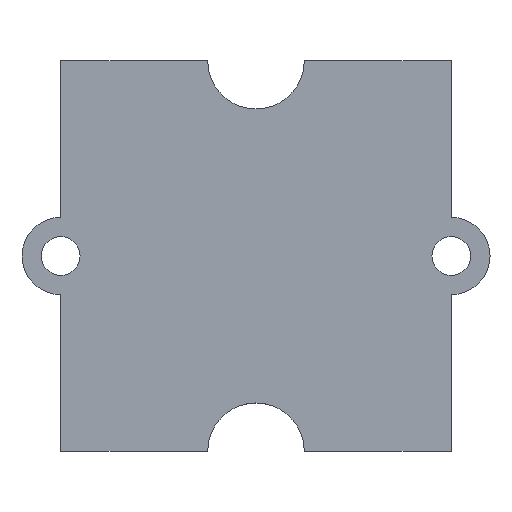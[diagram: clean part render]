
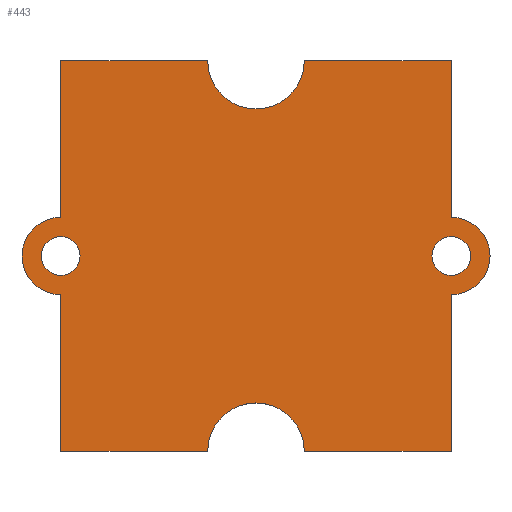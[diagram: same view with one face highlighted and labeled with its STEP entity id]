
A CAD part, top view. The second image highlights one B-rep face of the part: STEP entity #443.
In plain terms, the highlighted planar face has unit normal (0, 0, 1).
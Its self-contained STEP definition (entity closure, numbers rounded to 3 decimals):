
#6 = AXIS2_PLACEMENT_3D ( 'NONE', #433, #613, #401 ) ;
#10 = DIRECTION ( 'NONE',  ( 0., 0., 1. ) ) ;
#14 = DIRECTION ( 'NONE',  ( 0., 1., 0. ) ) ;
#17 = CIRCLE ( 'NONE', #394, 1. ) ;
#19 = CARTESIAN_POINT ( 'NONE',  ( -10.1, 0., 1.7 ) ) ;
#20 = DIRECTION ( 'NONE',  ( 1., 0., 0. ) ) ;
#24 = EDGE_CURVE ( 'NONE', #484, #503, #632, .T. ) ;
#29 = VERTEX_POINT ( 'NONE', #553 ) ;
#33 = VECTOR ( 'NONE', #14, 1000. ) ;
#39 = ORIENTED_EDGE ( 'NONE', *, *, #585, .F. ) ;
#41 = CARTESIAN_POINT ( 'NONE',  ( 10.1, 0., 1.7 ) ) ;
#46 = ORIENTED_EDGE ( 'NONE', *, *, #24, .F. ) ;
#47 = CARTESIAN_POINT ( 'NONE',  ( 10.1, 0., 1.7 ) ) ;
#53 = DIRECTION ( 'NONE',  ( 0., -1., 0. ) ) ;
#59 = CARTESIAN_POINT ( 'NONE',  ( 2.5, 10.1, 1.7 ) ) ;
#68 = CARTESIAN_POINT ( 'NONE',  ( 10.1, -10.1, 1.7 ) ) ;
#69 = CARTESIAN_POINT ( 'NONE',  ( 0., 10.1, 1.7 ) ) ;
#74 = EDGE_LOOP ( 'NONE', ( #144, #46 ) ) ;
#76 = CARTESIAN_POINT ( 'NONE',  ( 10.1, 10.1, 1.7 ) ) ;
#88 = EDGE_CURVE ( 'NONE', #503, #484, #17, .T. ) ;
#96 = EDGE_CURVE ( 'NONE', #259, #142, #100, .T. ) ;
#97 = LINE ( 'NONE', #206, #560 ) ;
#98 = DIRECTION ( 'NONE',  ( 0., 0., 1. ) ) ;
#100 = CIRCLE ( 'NONE', #477, 2. ) ;
#101 = CIRCLE ( 'NONE', #480, 2.5 ) ;
#105 = FACE_OUTER_BOUND ( 'NONE', #629, .T. ) ;
#113 = CARTESIAN_POINT ( 'NONE',  ( 2.5, -10.1, 1.7 ) ) ;
#115 = VECTOR ( 'NONE', #167, 1000. ) ;
#117 = DIRECTION ( 'NONE',  ( 1., 0., 0. ) ) ;
#119 = FACE_BOUND ( 'NONE', #123, .T. ) ;
#123 = EDGE_LOOP ( 'NONE', ( #518, #39 ) ) ;
#124 = CARTESIAN_POINT ( 'NONE',  ( -2.5, 10.1, 1.7 ) ) ;
#125 = VECTOR ( 'NONE', #170, 1000. ) ;
#130 = VERTEX_POINT ( 'NONE', #514 ) ;
#136 = VERTEX_POINT ( 'NONE', #615 ) ;
#139 = ORIENTED_EDGE ( 'NONE', *, *, #182, .T. ) ;
#142 = VERTEX_POINT ( 'NONE', #420 ) ;
#143 = CARTESIAN_POINT ( 'NONE',  ( -10.1, -10.1, 1.7 ) ) ;
#144 = ORIENTED_EDGE ( 'NONE', *, *, #88, .F. ) ;
#145 = EDGE_CURVE ( 'NONE', #290, #259, #154, .T. ) ;
#152 = LINE ( 'NONE', #362, #251 ) ;
#154 = LINE ( 'NONE', #523, #33 ) ;
#165 = VECTOR ( 'NONE', #292, 1000. ) ;
#167 = DIRECTION ( 'NONE',  ( 1., 0., 0. ) ) ;
#170 = DIRECTION ( 'NONE',  ( -1., 0., 0. ) ) ;
#181 = VERTEX_POINT ( 'NONE', #369 ) ;
#182 = EDGE_CURVE ( 'NONE', #623, #290, #561, .T. ) ;
#184 = VERTEX_POINT ( 'NONE', #517 ) ;
#187 = ORIENTED_EDGE ( 'NONE', *, *, #248, .T. ) ;
#194 = ORIENTED_EDGE ( 'NONE', *, *, #96, .T. ) ;
#198 = EDGE_CURVE ( 'NONE', #535, #184, #260, .T. ) ;
#199 = DIRECTION ( 'NONE',  ( 1., 0., 0. ) ) ;
#206 = CARTESIAN_POINT ( 'NONE',  ( -2.5, -10.1, 1.7 ) ) ;
#208 = LINE ( 'NONE', #284, #125 ) ;
#214 = VECTOR ( 'NONE', #425, 1000. ) ;
#217 = DIRECTION ( 'NONE',  ( 1., 0., 0. ) ) ;
#220 = LINE ( 'NONE', #233, #214 ) ;
#222 = DIRECTION ( 'NONE',  ( 1., 0., 0. ) ) ;
#226 = DIRECTION ( 'NONE',  ( -1., 0., 0. ) ) ;
#228 = CIRCLE ( 'NONE', #409, 2.5 ) ;
#233 = CARTESIAN_POINT ( 'NONE',  ( 10.1, 2., 1.7 ) ) ;
#238 = CARTESIAN_POINT ( 'NONE',  ( 10.1, -2., 1.7 ) ) ;
#239 = ORIENTED_EDGE ( 'NONE', *, *, #340, .T. ) ;
#241 = AXIS2_PLACEMENT_3D ( 'NONE', #19, #406, #564 ) ;
#243 = AXIS2_PLACEMENT_3D ( 'NONE', #556, #98, #117 ) ;
#244 = VERTEX_POINT ( 'NONE', #76 ) ;
#248 = EDGE_CURVE ( 'NONE', #244, #316, #208, .T. ) ;
#251 = VECTOR ( 'NONE', #226, 1000. ) ;
#252 = DIRECTION ( 'NONE',  ( 1., 0., 0. ) ) ;
#254 = ORIENTED_EDGE ( 'NONE', *, *, #404, .T. ) ;
#255 = VERTEX_POINT ( 'NONE', #440 ) ;
#256 = DIRECTION ( 'NONE',  ( 0., 0., 1. ) ) ;
#259 = VERTEX_POINT ( 'NONE', #238 ) ;
#260 = CIRCLE ( 'NONE', #241, 1. ) ;
#280 = CIRCLE ( 'NONE', #332, 2. ) ;
#284 = CARTESIAN_POINT ( 'NONE',  ( 10.1, 10.1, 1.7 ) ) ;
#290 = VERTEX_POINT ( 'NONE', #492 ) ;
#292 = DIRECTION ( 'NONE',  ( 0., -1., 0. ) ) ;
#306 = LINE ( 'NONE', #509, #622 ) ;
#310 = EDGE_CURVE ( 'NONE', #130, #255, #341, .T. ) ;
#316 = VERTEX_POINT ( 'NONE', #59 ) ;
#326 = PLANE ( 'NONE',  #642 ) ;
#332 = AXIS2_PLACEMENT_3D ( 'NONE', #411, #575, #415 ) ;
#340 = EDGE_CURVE ( 'NONE', #136, #181, #395, .T. ) ;
#341 = LINE ( 'NONE', #143, #165 ) ;
#345 = CIRCLE ( 'NONE', #243, 1. ) ;
#354 = ORIENTED_EDGE ( 'NONE', *, *, #416, .T. ) ;
#358 = ORIENTED_EDGE ( 'NONE', *, *, #145, .T. ) ;
#362 = CARTESIAN_POINT ( 'NONE',  ( -2.5, 10.1, 1.7 ) ) ;
#363 = CARTESIAN_POINT ( 'NONE',  ( -10.1, 10.1, 1.7 ) ) ;
#369 = CARTESIAN_POINT ( 'NONE',  ( -12.1, 0., 1.7 ) ) ;
#381 = CARTESIAN_POINT ( 'NONE',  ( -11.1, 0., 1.7 ) ) ;
#384 = EDGE_CURVE ( 'NONE', #316, #633, #228, .T. ) ;
#389 = ORIENTED_EDGE ( 'NONE', *, *, #609, .T. ) ;
#393 = ORIENTED_EDGE ( 'NONE', *, *, #310, .T. ) ;
#394 = AXIS2_PLACEMENT_3D ( 'NONE', #47, #457, #397 ) ;
#395 = CIRCLE ( 'NONE', #6, 2. ) ;
#397 = DIRECTION ( 'NONE',  ( 1., 0., 0. ) ) ;
#401 = DIRECTION ( 'NONE',  ( 1., 0., 0. ) ) ;
#404 = EDGE_CURVE ( 'NONE', #29, #623, #101, .T. ) ;
#406 = DIRECTION ( 'NONE',  ( 0., 0., 1. ) ) ;
#409 = AXIS2_PLACEMENT_3D ( 'NONE', #513, #460, #222 ) ;
#411 = CARTESIAN_POINT ( 'NONE',  ( -10.1, 0., 1.7 ) ) ;
#415 = DIRECTION ( 'NONE',  ( 1., 0., 0. ) ) ;
#416 = EDGE_CURVE ( 'NONE', #255, #29, #97, .T. ) ;
#420 = CARTESIAN_POINT ( 'NONE',  ( 10.1, 2., 1.7 ) ) ;
#425 = DIRECTION ( 'NONE',  ( 0., 1., 0. ) ) ;
#426 = EDGE_CURVE ( 'NONE', #633, #590, #152, .T. ) ;
#433 = CARTESIAN_POINT ( 'NONE',  ( -10.1, 0., 1.7 ) ) ;
#435 = EDGE_CURVE ( 'NONE', #181, #130, #280, .T. ) ;
#440 = CARTESIAN_POINT ( 'NONE',  ( -10.1, -10.1, 1.7 ) ) ;
#443 = ADVANCED_FACE ( 'NONE', ( #119, #105, #612 ), #326, .T. ) ;
#450 = EDGE_CURVE ( 'NONE', #142, #244, #220, .T. ) ;
#457 = DIRECTION ( 'NONE',  ( 0., 0., 1. ) ) ;
#460 = DIRECTION ( 'NONE',  ( 0., 0., -1. ) ) ;
#477 = AXIS2_PLACEMENT_3D ( 'NONE', #41, #256, #252 ) ;
#479 = CARTESIAN_POINT ( 'NONE',  ( 9.1, 0., 1.7 ) ) ;
#480 = AXIS2_PLACEMENT_3D ( 'NONE', #653, #508, #217 ) ;
#484 = VERTEX_POINT ( 'NONE', #654 ) ;
#492 = CARTESIAN_POINT ( 'NONE',  ( 10.1, -10.1, 1.7 ) ) ;
#499 = ORIENTED_EDGE ( 'NONE', *, *, #435, .T. ) ;
#500 = CARTESIAN_POINT ( 'NONE',  ( 10.1, 0., 1.7 ) ) ;
#501 = ORIENTED_EDGE ( 'NONE', *, *, #384, .T. ) ;
#503 = VERTEX_POINT ( 'NONE', #479 ) ;
#508 = DIRECTION ( 'NONE',  ( 0., 0., -1. ) ) ;
#509 = CARTESIAN_POINT ( 'NONE',  ( -10.1, 2., 1.7 ) ) ;
#513 = CARTESIAN_POINT ( 'NONE',  ( 0., 10.1, 1.7 ) ) ;
#514 = CARTESIAN_POINT ( 'NONE',  ( -10.1, -2., 1.7 ) ) ;
#517 = CARTESIAN_POINT ( 'NONE',  ( -9.1, 0., 1.7 ) ) ;
#518 = ORIENTED_EDGE ( 'NONE', *, *, #198, .F. ) ;
#523 = CARTESIAN_POINT ( 'NONE',  ( 10.1, -10.1, 1.7 ) ) ;
#535 = VERTEX_POINT ( 'NONE', #381 ) ;
#536 = ORIENTED_EDGE ( 'NONE', *, *, #426, .T. ) ;
#546 = ORIENTED_EDGE ( 'NONE', *, *, #450, .T. ) ;
#553 = CARTESIAN_POINT ( 'NONE',  ( -2.5, -10.1, 1.7 ) ) ;
#556 = CARTESIAN_POINT ( 'NONE',  ( -10.1, 0., 1.7 ) ) ;
#560 = VECTOR ( 'NONE', #606, 1000. ) ;
#561 = LINE ( 'NONE', #68, #115 ) ;
#564 = DIRECTION ( 'NONE',  ( 1., 0., 0. ) ) ;
#575 = DIRECTION ( 'NONE',  ( 0., 0., 1. ) ) ;
#585 = EDGE_CURVE ( 'NONE', #184, #535, #345, .T. ) ;
#590 = VERTEX_POINT ( 'NONE', #363 ) ;
#599 = AXIS2_PLACEMENT_3D ( 'NONE', #500, #645, #199 ) ;
#606 = DIRECTION ( 'NONE',  ( 1., 0., 0. ) ) ;
#609 = EDGE_CURVE ( 'NONE', #590, #136, #306, .T. ) ;
#612 = FACE_BOUND ( 'NONE', #74, .T. ) ;
#613 = DIRECTION ( 'NONE',  ( 0., 0., 1. ) ) ;
#615 = CARTESIAN_POINT ( 'NONE',  ( -10.1, 2., 1.7 ) ) ;
#622 = VECTOR ( 'NONE', #53, 1000. ) ;
#623 = VERTEX_POINT ( 'NONE', #113 ) ;
#629 = EDGE_LOOP ( 'NONE', ( #389, #239, #499, #393, #354, #254, #139, #358, #194, #546, #187, #501, #536 ) ) ;
#632 = CIRCLE ( 'NONE', #599, 1. ) ;
#633 = VERTEX_POINT ( 'NONE', #124 ) ;
#642 = AXIS2_PLACEMENT_3D ( 'NONE', #69, #10, #20 ) ;
#645 = DIRECTION ( 'NONE',  ( 0., 0., 1. ) ) ;
#653 = CARTESIAN_POINT ( 'NONE',  ( 0., -10.1, 1.7 ) ) ;
#654 = CARTESIAN_POINT ( 'NONE',  ( 11.1, 0., 1.7 ) ) ;
